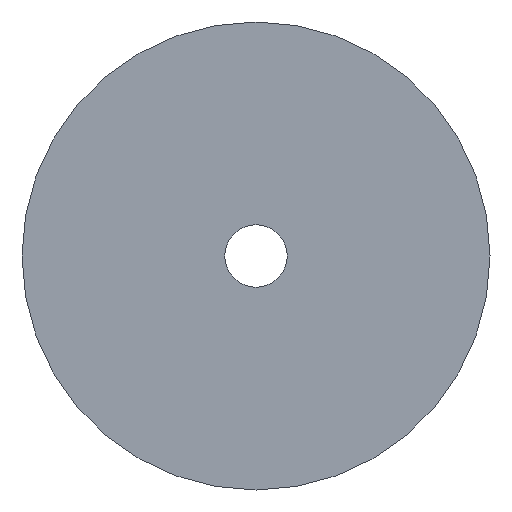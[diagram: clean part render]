
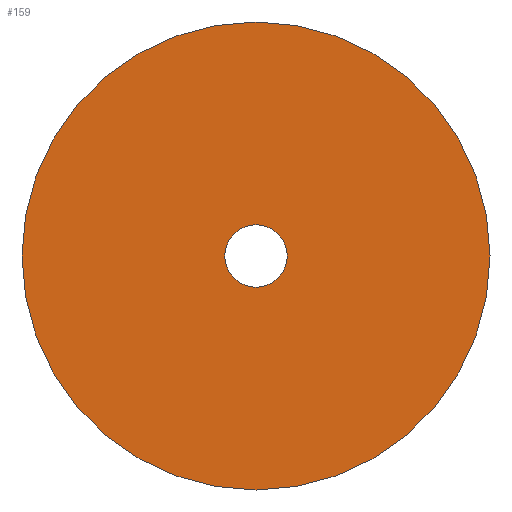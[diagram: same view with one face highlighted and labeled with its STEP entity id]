
A CAD part, front view. The second image highlights one B-rep face of the part: STEP entity #159.
In plain terms, the highlighted planar face has unit normal (0, -1, 0).
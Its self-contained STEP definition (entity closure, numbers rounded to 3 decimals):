
#11 = CARTESIAN_POINT ( 'NONE',  ( 0., -19., 2. ) ) ;
#12 = CARTESIAN_POINT ( 'NONE',  ( 0., -19., -2. ) ) ;
#13 = DIRECTION ( 'NONE',  ( 0., 0., 1. ) ) ;
#14 = DIRECTION ( 'NONE',  ( 0., 1., 0. ) ) ;
#15 = AXIS2_PLACEMENT_3D ( 'NONE', #22, #14, #13 ) ;
#16 = CIRCLE ( 'NONE', #15, 2. ) ;
#22 = CARTESIAN_POINT ( 'NONE',  ( 0., -19., 0. ) ) ;
#116 = EDGE_CURVE ( 'NONE', #117, #118, #16, .T. ) ;
#117 = VERTEX_POINT ( 'NONE', #12 ) ;
#118 = VERTEX_POINT ( 'NONE', #11 ) ;
#138 = VERTEX_POINT ( 'NONE', #204 ) ;
#140 = EDGE_CURVE ( 'NONE', #138, #141, #203, .T. ) ;
#141 = VERTEX_POINT ( 'NONE', #198 ) ;
#156 = EDGE_CURVE ( 'NONE', #118, #117, #226, .T. ) ;
#159 = ADVANCED_FACE ( 'NONE', ( #373, #372 ), #371, .F. ) ;
#160 = EDGE_LOOP ( 'NONE', ( #161, #163 ) ) ;
#161 = ORIENTED_EDGE ( 'NONE', *, *, #162, .F. ) ;
#162 = EDGE_CURVE ( 'NONE', #141, #138, #366, .T. ) ;
#163 = ORIENTED_EDGE ( 'NONE', *, *, #140, .F. ) ;
#164 = EDGE_LOOP ( 'NONE', ( #165, #166 ) ) ;
#165 = ORIENTED_EDGE ( 'NONE', *, *, #156, .T. ) ;
#166 = ORIENTED_EDGE ( 'NONE', *, *, #116, .T. ) ;
#198 = CARTESIAN_POINT ( 'NONE',  ( 0., -19., -15. ) ) ;
#199 = DIRECTION ( 'NONE',  ( 0., 0., 1. ) ) ;
#200 = DIRECTION ( 'NONE',  ( 0., 1., 0. ) ) ;
#201 = CARTESIAN_POINT ( 'NONE',  ( 0., -19., 0. ) ) ;
#202 = AXIS2_PLACEMENT_3D ( 'NONE', #201, #200, #199 ) ;
#203 = CIRCLE ( 'NONE', #202, 15. ) ;
#204 = CARTESIAN_POINT ( 'NONE',  ( 0., -19., 15. ) ) ;
#226 = CIRCLE ( 'NONE', #377, 2. ) ;
#362 = DIRECTION ( 'NONE',  ( 0., 0., 1. ) ) ;
#363 = DIRECTION ( 'NONE',  ( 0., 1., 0. ) ) ;
#364 = CARTESIAN_POINT ( 'NONE',  ( 0., -19., 0. ) ) ;
#365 = AXIS2_PLACEMENT_3D ( 'NONE', #364, #363, #362 ) ;
#366 = CIRCLE ( 'NONE', #365, 15. ) ;
#367 = DIRECTION ( 'NONE',  ( 0., 0., 1. ) ) ;
#368 = DIRECTION ( 'NONE',  ( 0., 1., 0. ) ) ;
#369 = CARTESIAN_POINT ( 'NONE',  ( 2., -19., 0. ) ) ;
#370 = AXIS2_PLACEMENT_3D ( 'NONE', #369, #368, #367 ) ;
#371 = PLANE ( 'NONE',  #370 ) ;
#372 = FACE_BOUND ( 'NONE', #164, .T. ) ;
#373 = FACE_OUTER_BOUND ( 'NONE', #160, .T. ) ;
#374 = DIRECTION ( 'NONE',  ( 0., 0., 1. ) ) ;
#375 = DIRECTION ( 'NONE',  ( 0., 1., 0. ) ) ;
#376 = CARTESIAN_POINT ( 'NONE',  ( 0., -19., 0. ) ) ;
#377 = AXIS2_PLACEMENT_3D ( 'NONE', #376, #375, #374 ) ;
